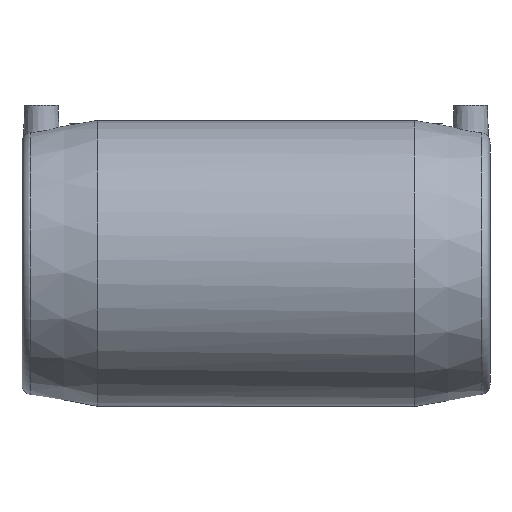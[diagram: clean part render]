
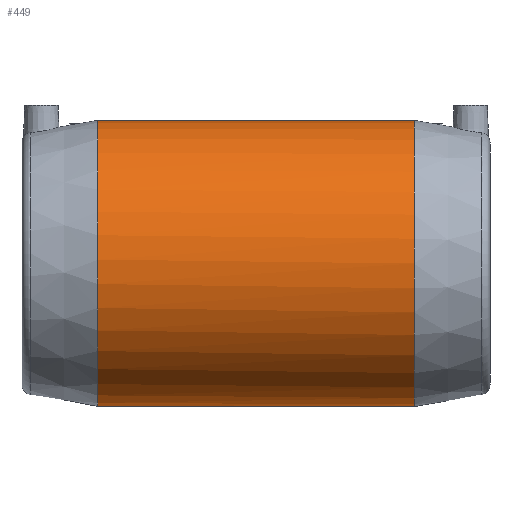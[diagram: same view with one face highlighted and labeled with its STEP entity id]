
A CAD part, front view. The second image highlights one B-rep face of the part: STEP entity #449.
In plain terms, the highlighted cylindrical face has radius 81 mm (diameter 162 mm), a full revolution.
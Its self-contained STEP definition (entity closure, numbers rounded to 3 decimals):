
#71=B_SPLINE_CURVE_WITH_KNOTS('',3,(#1057,#1058,#1059,#1060,#1061,#1062,
#1063,#1064,#1065,#1066,#1067,#1068,#1069,#1070,#1071,#1072,#1073,#1074,
#1075,#1076,#1077,#1078,#1079,#1080,#1081,#1082,#1083,#1084,#1085,#1086,
#1087,#1088,#1089,#1090,#1091,#1092,#1093,#1094,#1095,#1096,#1097,#1098,
#1099,#1100,#1101,#1102,#1103,#1104,#1105,#1106,#1107,#1108,#1109,#1110,
#1111),.UNSPECIFIED.,.T.,.F.,(1,1,1,1,1,1,1,1,1,1,1,1,1,1,1,1,1,1,1,1,1,
1,1,1,1,1,1,1,1,1,1,1,1,1,1,1,1,1,1,1,1,1,1,1,1,1,1,1,1,1,1,1,1,1,1,1,1,
1,1),(-0.012,-0.008,-0.004,0.,
0.008,0.012,0.016,0.02,
0.024,0.032,0.04,0.048,
0.052,0.055,0.059,0.063,
0.067,0.071,0.079,0.087,
0.091,0.095,0.099,0.103,
0.107,0.111,0.115,0.119,
0.127,0.135,0.143,0.147,
0.151,0.155,0.159,0.162,
0.166,0.17,0.174,0.182,
0.19,0.194,0.198,0.202,
0.206,0.21,0.214,0.222,
0.226,0.23,0.234,0.238,
0.242,0.246,0.25,0.254,
0.262,0.266,0.269),.UNSPECIFIED.);
#127=ORIENTED_EDGE('',*,*,#193,.T.);
#128=ORIENTED_EDGE('',*,*,#192,.F.);
#129=ORIENTED_EDGE('',*,*,#197,.T.);
#192=EDGE_CURVE('',#237,#237,#270,.T.);
#193=EDGE_CURVE('',#238,#238,#71,.T.);
#197=EDGE_CURVE('',#242,#242,#273,.T.);
#237=VERTEX_POINT('',#888);
#238=VERTEX_POINT('',#1112);
#242=VERTEX_POINT('',#1133);
#270=CIRCLE('',#513,81.);
#273=CIRCLE('',#519,81.);
#325=EDGE_LOOP('',(#127));
#326=EDGE_LOOP('',(#128));
#327=EDGE_LOOP('',(#129));
#393=FACE_BOUND('',#325,.T.);
#394=FACE_BOUND('',#326,.T.);
#395=FACE_BOUND('',#327,.T.);
#423=CYLINDRICAL_SURFACE('',#518,81.);
#449=ADVANCED_FACE('',(#393,#394,#395),#423,.T.);
#513=AXIS2_PLACEMENT_3D('',#887,#617,#618);
#518=AXIS2_PLACEMENT_3D('',#1131,#627,#628);
#519=AXIS2_PLACEMENT_3D('',#1132,#629,#630);
#617=DIRECTION('',(-1.,0.,0.));
#618=DIRECTION('',(0.,0.,1.));
#627=DIRECTION('',(-1.,0.,0.));
#628=DIRECTION('',(0.,0.,1.));
#629=DIRECTION('',(-1.,0.,0.));
#630=DIRECTION('',(0.,0.,1.));
#887=CARTESIAN_POINT('',(-89.5,0.,0.));
#888=CARTESIAN_POINT('',(-89.5,0.,81.));
#1057=CARTESIAN_POINT('',(40.851,80.933,-4.02));
#1058=CARTESIAN_POINT('',(41.147,81.066,1.354));
#1059=CARTESIAN_POINT('',(40.566,80.803,6.604));
#1060=CARTESIAN_POINT('',(39.139,80.177,11.725));
#1061=CARTESIAN_POINT('',(37.693,79.558,15.354));
#1062=CARTESIAN_POINT('',(35.893,78.814,18.797));
#1063=CARTESIAN_POINT('',(33.008,77.675,23.152));
#1064=CARTESIAN_POINT('',(28.722,76.113,27.894));
#1065=CARTESIAN_POINT('',(22.483,74.205,32.575));
#1066=CARTESIAN_POINT('',(16.722,72.862,35.411));
#1067=CARTESIAN_POINT('',(11.709,72.022,37.071));
#1068=CARTESIAN_POINT('',(7.892,71.559,37.954));
#1069=CARTESIAN_POINT('',(4.004,71.27,38.492));
#1070=CARTESIAN_POINT('',(0.023,71.169,38.678));
#1071=CARTESIAN_POINT('',(-3.962,71.268,38.496));
#1072=CARTESIAN_POINT('',(-9.158,71.65,37.784));
#1073=CARTESIAN_POINT('',(-15.545,72.586,35.991));
#1074=CARTESIAN_POINT('',(-21.343,73.94,33.134));
#1075=CARTESIAN_POINT('',(-25.638,75.169,30.212));
#1076=CARTESIAN_POINT('',(-28.59,76.111,27.761));
#1077=CARTESIAN_POINT('',(-31.298,77.052,25.04));
#1078=CARTESIAN_POINT('',(-33.766,77.974,22.015));
#1079=CARTESIAN_POINT('',(-35.894,78.815,18.791));
#1080=CARTESIAN_POINT('',(-37.687,79.556,15.368));
#1081=CARTESIAN_POINT('',(-39.141,80.178,11.721));
#1082=CARTESIAN_POINT('',(-40.561,80.801,6.615));
#1083=CARTESIAN_POINT('',(-41.293,81.133,0.113));
#1084=CARTESIAN_POINT('',(-40.412,80.734,-7.972));
#1085=CARTESIAN_POINT('',(-38.333,79.823,-14.12));
#1086=CARTESIAN_POINT('',(-35.901,78.817,-18.784));
#1087=CARTESIAN_POINT('',(-33.766,77.974,-22.011));
#1088=CARTESIAN_POINT('',(-31.339,77.067,-24.994));
#1089=CARTESIAN_POINT('',(-28.599,76.113,-27.755));
#1090=CARTESIAN_POINT('',(-25.63,75.167,-30.217));
#1091=CARTESIAN_POINT('',(-22.455,74.258,-32.379));
#1092=CARTESIAN_POINT('',(-19.064,73.408,-34.256));
#1093=CARTESIAN_POINT('',(-14.257,72.397,-36.354));
#1094=CARTESIAN_POINT('',(-8.017,71.477,-38.115));
#1095=CARTESIAN_POINT('',(-1.336,71.136,-38.737));
#1096=CARTESIAN_POINT('',(3.915,71.266,-38.499));
#1097=CARTESIAN_POINT('',(7.842,71.553,-37.965));
#1098=CARTESIAN_POINT('',(11.721,72.024,-37.067));
#1099=CARTESIAN_POINT('',(15.43,72.645,-35.841));
#1100=CARTESIAN_POINT('',(19.01,73.396,-34.283));
#1101=CARTESIAN_POINT('',(23.579,74.538,-31.761));
#1102=CARTESIAN_POINT('',(27.667,75.789,-28.691));
#1103=CARTESIAN_POINT('',(31.33,77.064,-25.005));
#1104=CARTESIAN_POINT('',(33.76,77.972,-22.019));
#1105=CARTESIAN_POINT('',(35.885,78.811,-18.807));
#1106=CARTESIAN_POINT('',(37.703,79.562,-15.339));
#1107=CARTESIAN_POINT('',(39.157,80.185,-11.668));
#1108=CARTESIAN_POINT('',(40.203,80.644,-7.903));
#1109=CARTESIAN_POINT('',(40.851,80.933,-4.02));
#1110=CARTESIAN_POINT('',(41.147,81.066,1.354));
#1111=CARTESIAN_POINT('',(40.566,80.803,6.604));
#1112=CARTESIAN_POINT('',(41.,81.,0.));
#1131=CARTESIAN_POINT('',(-60.,0.,0.));
#1132=CARTESIAN_POINT('',(89.5,0.,0.));
#1133=CARTESIAN_POINT('',(89.5,0.,81.));
